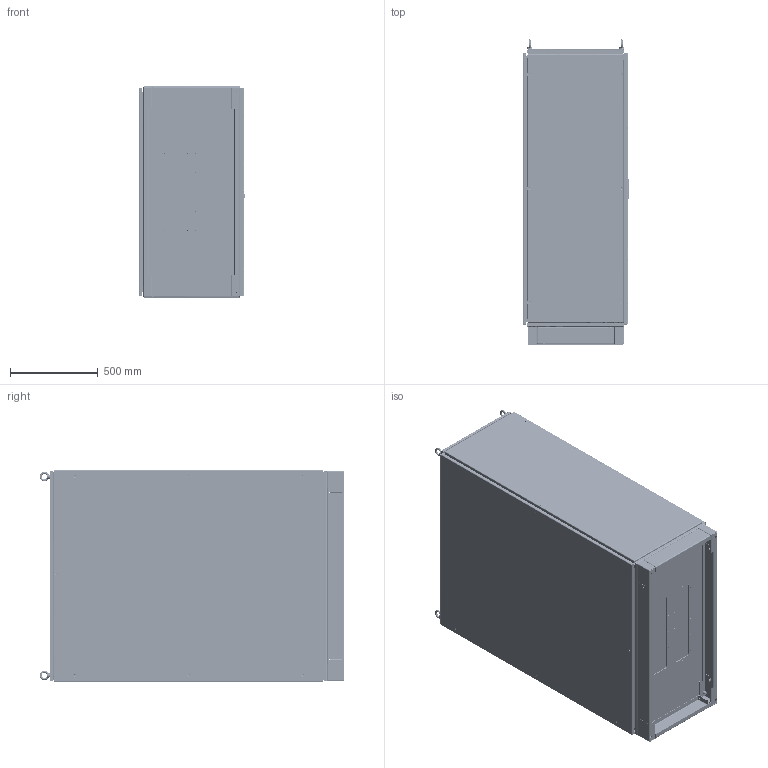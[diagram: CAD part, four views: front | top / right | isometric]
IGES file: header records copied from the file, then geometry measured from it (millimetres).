
Start section: SolidWorks IGES file using analytic representation for surfaces
Global section: file name: 12166.IGS; native system: SolidWorks 2016; preprocessor: SolidWorks 2016; author: user3; date: 200928.103949; units: millimetre
Bounding box: 605.75 x 1740.47 x 1213 mm (x, y, z)
Surface area: 27498639.1 mm2 (no closed solid volume)
Topology: 0 solids, 0 shells, 24320 faces, 342608 edges, 342552 vertices
Faces by surface type: bspline 14992, revolution 9328
